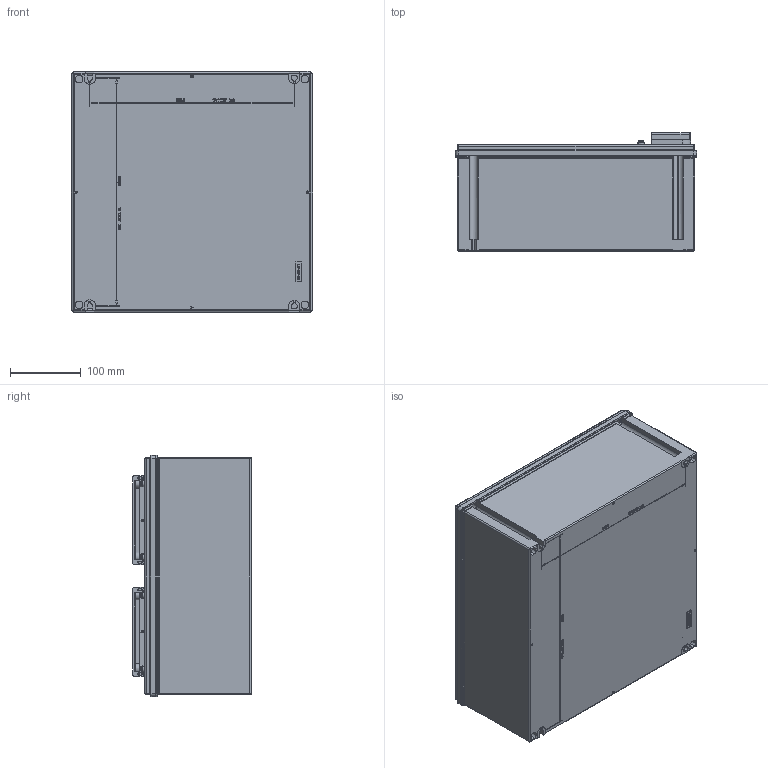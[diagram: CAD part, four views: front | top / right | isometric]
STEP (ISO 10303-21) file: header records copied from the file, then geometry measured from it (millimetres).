
FILE_DESCRIPTION (( 'STEP AP203' ), '1' );
FILE_NAME ('8316_22-24-100.STEP', '2015-09-23T12:17:56', ( '' ), ( '' ), 'SwSTEP 2.0', 'SolidWorks 2015', '' );
FILE_SCHEMA (( 'CONFIG_CONTROL_DESIGN' ));
Length unit declared in the file: millimetre
Products named in the file (18): DIN EN ISO 1207 (DIN 84)_M5 x 20 x 10 Form B; 81_460_06_05_0_8316_22-24-100; 509_642_0_1_montiert; 8316_22-24-100; 509_642_0; 81_460_01_14_0; 506_821_0; 81_460_05_49_0_Dichtung_Eingebaut in 8146011100; 81_460_12_10_0; 81_469_01_91_0; 81_469_57_04_0_vereinfacht; DIN EN ISO 1207 (DIN 84)_M4 x 20; 81_460_06_05_0_Dichtung; 81_469_03_05_0_8316_22-24-100
Assembly tree (41 placements, depth 3):
  8316_22-24-100
    81_469_57_04_0_vereinfacht
      81_469_57_04_0_vereinfacht
      81_469_01_91_0  x4
    81_460_06_05_0_8316_22-24-100
      81_469_03_05_0_8316_22-24-100
      81_460_06_05_0_Dichtung
    509_642_0  x4
      509_642_0
      509_642_0_1_montiert
    81_460_01_14_0  x4
      81_460_01_14_0
    506_821_0  x8
    81_460_12_10_0  x2
      81_460_12_10_0
      81_460_05_49_0_Dichtung_Eingebaut in 8146011100
    DIN EN ISO 1207 (DIN 84)_M5 x 20 x 10 Form B  x4
    DIN EN ISO 1207 (DIN 84)_M4 x 20  x4
Bounding box: 340.5 x 167 x 340.5 mm (x, y, z)
Volume: 1747763.9 mm3; surface area: 1043248.8 mm2
Topology: 41 solids, 41 shells, 2968 faces, 7412 edges, 4675 vertices
Faces by surface type: plane 1485, cylinder 621, bspline 442, torus 204, cone 196, sphere 20
Entity records: 90190 total; most frequent: CARTESIAN_POINT 39195, ORIENTED_EDGE 10798, DIRECTION 8662, EDGE_CURVE 5399, VERTEX_POINT 3451, LINE 3330, VECTOR 3330, AXIS2_PLACEMENT_3D 2666
